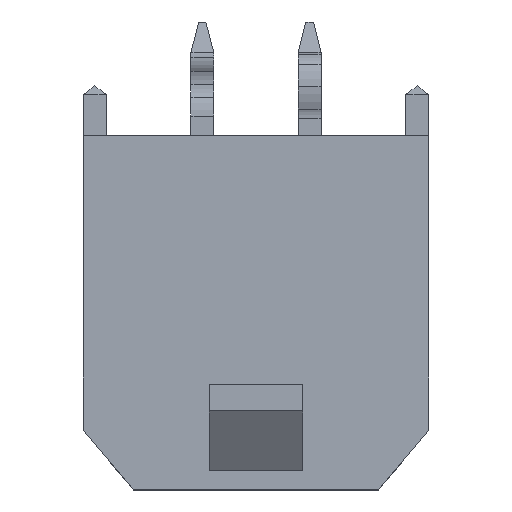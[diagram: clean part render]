
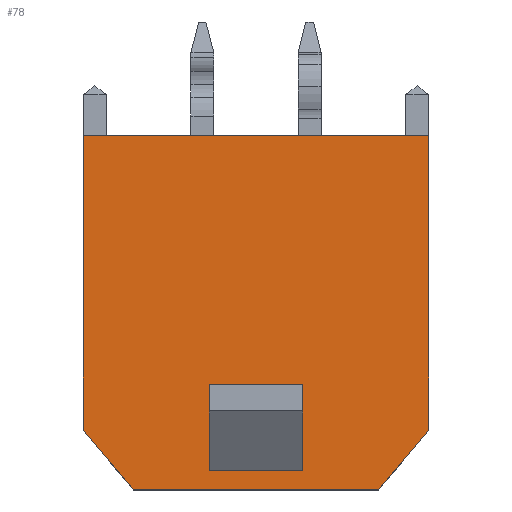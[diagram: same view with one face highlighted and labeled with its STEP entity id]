
A CAD part, top view. The second image highlights one B-rep face of the part: STEP entity #78.
In plain terms, the highlighted planar face has unit normal (0, 0, 1).
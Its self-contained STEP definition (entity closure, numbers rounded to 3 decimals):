
#78=ADVANCED_FACE('',(#238,#239),#240,.T.);
#238=FACE_OUTER_BOUND('',#496,.T.);
#239=FACE_BOUND('',#497,.T.);
#240=PLANE('',#498);
#496=EDGE_LOOP('',(#973,#974,#975,#976,#977,#978));
#497=EDGE_LOOP('',(#979,#980,#981,#982));
#498=AXIS2_PLACEMENT_3D('',#983,#984,#985);
#973=ORIENTED_EDGE('',*,*,#1824,.F.);
#974=ORIENTED_EDGE('',*,*,#1789,.F.);
#975=ORIENTED_EDGE('',*,*,#1761,.T.);
#976=ORIENTED_EDGE('',*,*,#1839,.T.);
#977=ORIENTED_EDGE('',*,*,#1821,.F.);
#978=ORIENTED_EDGE('',*,*,#1834,.F.);
#979=ORIENTED_EDGE('',*,*,#1840,.T.);
#980=ORIENTED_EDGE('',*,*,#1841,.T.);
#981=ORIENTED_EDGE('',*,*,#1842,.F.);
#982=ORIENTED_EDGE('',*,*,#1843,.F.);
#983=CARTESIAN_POINT('',(4.825,9.9,3.86));
#984=DIRECTION('',(0.,0.0,1.0));
#985=DIRECTION('',(1.0,-0.0,0.));
#1761=EDGE_CURVE('',#2138,#2136,#2139,.T.);
#1789=EDGE_CURVE('',#2138,#2187,#2188,.T.);
#1821=EDGE_CURVE('',#2247,#2242,#2249,.T.);
#1824=EDGE_CURVE('',#2187,#2250,#2254,.T.);
#1834=EDGE_CURVE('',#2250,#2247,#2273,.T.);
#1839=EDGE_CURVE('',#2136,#2242,#2280,.T.);
#1840=EDGE_CURVE('',#2281,#2282,#2283,.T.);
#1841=EDGE_CURVE('',#2282,#2284,#2285,.T.);
#1842=EDGE_CURVE('',#2286,#2284,#2287,.T.);
#1843=EDGE_CURVE('',#2281,#2286,#2288,.T.);
#2136=VERTEX_POINT('',#2677);
#2138=VERTEX_POINT('',#2680);
#2139=LINE('',#2681,#2682);
#2187=VERTEX_POINT('',#2757);
#2188=LINE('',#2758,#2759);
#2242=VERTEX_POINT('',#2841);
#2247=VERTEX_POINT('',#2848);
#2249=LINE('',#2851,#2852);
#2250=VERTEX_POINT('',#2853);
#2254=LINE('',#2859,#2860);
#2273=LINE('',#2888,#2889);
#2280=LINE('',#2900,#2901);
#2281=VERTEX_POINT('',#2902);
#2282=VERTEX_POINT('',#2903);
#2283=LINE('',#2904,#2905);
#2284=VERTEX_POINT('',#2906);
#2285=LINE('',#2907,#2908);
#2286=VERTEX_POINT('',#2909);
#2287=LINE('',#2910,#2911);
#2288=LINE('',#2912,#2913);
#2677=CARTESIAN_POINT('',(-4.825,9.9,3.86));
#2680=CARTESIAN_POINT('',(4.825,9.9,3.86));
#2681=CARTESIAN_POINT('',(4.825,9.9,3.86));
#2682=VECTOR('',#3381,1.0);
#2757=CARTESIAN_POINT('',(4.825,1.668,3.86));
#2758=CARTESIAN_POINT('',(4.825,9.9,3.86));
#2759=VECTOR('',#3409,1.0);
#2841=CARTESIAN_POINT('',(-4.825,1.668,3.86));
#2848=CARTESIAN_POINT('',(-3.425,0.0,3.86));
#2851=CARTESIAN_POINT('',(-3.425,0.,3.86));
#2852=VECTOR('',#3441,1.0);
#2853=CARTESIAN_POINT('',(3.425,0.0,3.86));
#2859=CARTESIAN_POINT('',(4.825,1.668,3.86));
#2860=VECTOR('',#3444,1.0);
#2888=CARTESIAN_POINT('',(4.825,0.0,3.86));
#2889=VECTOR('',#3454,1.0);
#2900=CARTESIAN_POINT('',(-4.825,9.9,3.86));
#2901=VECTOR('',#3459,1.0);
#2902=CARTESIAN_POINT('',(1.3,0.54,3.86));
#2903=CARTESIAN_POINT('',(-1.3,0.54,3.86));
#2904=CARTESIAN_POINT('',(1.3,0.54,3.86));
#2905=VECTOR('',#3460,1.0);
#2906=CARTESIAN_POINT('',(-1.3,2.95,3.86));
#2907=CARTESIAN_POINT('',(-1.3,0.54,3.86));
#2908=VECTOR('',#3461,1.0);
#2909=CARTESIAN_POINT('',(1.3,2.95,3.86));
#2910=CARTESIAN_POINT('',(1.3,2.95,3.86));
#2911=VECTOR('',#3462,1.0);
#2912=CARTESIAN_POINT('',(1.3,0.54,3.86));
#2913=VECTOR('',#3463,1.0);
#3381=DIRECTION('',(-1.0,0.0,0.));
#3409=DIRECTION('',(0.0,-1.0,0.0));
#3441=DIRECTION('',(-0.643,0.766,0.));
#3444=DIRECTION('',(-0.643,-0.766,0.));
#3454=DIRECTION('',(-1.0,0.0,0.));
#3459=DIRECTION('',(0.0,-1.0,0.0));
#3460=DIRECTION('',(-1.0,0.0,0.0));
#3461=DIRECTION('',(0.0,1.0,0.));
#3462=DIRECTION('',(-1.0,0.0,0.0));
#3463=DIRECTION('',(0.0,1.0,0.));
